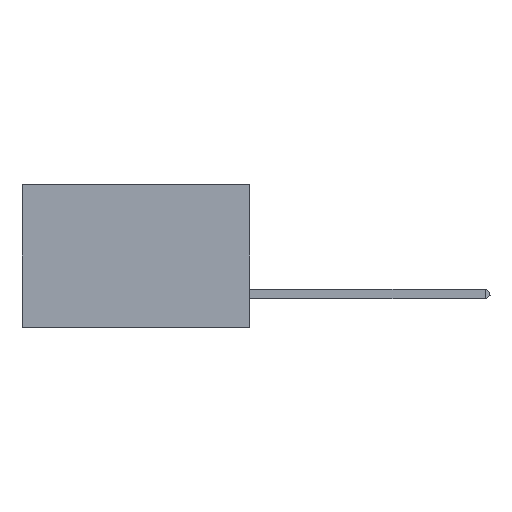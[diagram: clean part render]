
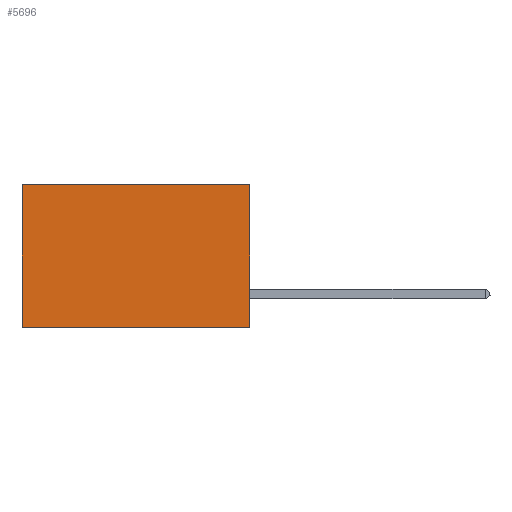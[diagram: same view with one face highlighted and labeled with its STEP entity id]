
A CAD part, left-side view. The second image highlights one B-rep face of the part: STEP entity #5696.
In plain terms, the highlighted planar face has unit normal (-1, 0, 0).
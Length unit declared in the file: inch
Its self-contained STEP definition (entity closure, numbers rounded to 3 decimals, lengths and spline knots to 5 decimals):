
#245 = EDGE_CURVE ( 'NONE', #546, #1112, #5321, .T. ) ;
#546 = VERTEX_POINT ( 'NONE', #3392 ) ;
#721 = VERTEX_POINT ( 'NONE', #5294 ) ;
#934 = ORIENTED_EDGE ( 'NONE', *, *, #4644, .F. ) ;
#1112 = VERTEX_POINT ( 'NONE', #1601 ) ;
#1601 = CARTESIAN_POINT ( 'NONE',  ( 0.2875, 0.6, 0. ) ) ;
#2557 = LINE ( 'NONE', #3778, #7984 ) ;
#2895 = DIRECTION ( 'NONE',  ( 0., 0., -1. ) ) ;
#3201 = VECTOR ( 'NONE', #6299, 39.37008 ) ;
#3267 = EDGE_LOOP ( 'NONE', ( #4884, #934, #7657, #6195 ) ) ;
#3272 = CARTESIAN_POINT ( 'NONE',  ( 0.2875, 0., -0.375 ) ) ;
#3280 = CARTESIAN_POINT ( 'NONE',  ( 0.2875, 0., -0.375 ) ) ;
#3375 = EDGE_CURVE ( 'NONE', #546, #7918, #4048, .T. ) ;
#3392 = CARTESIAN_POINT ( 'NONE',  ( 0.2875, 0., 0. ) ) ;
#3704 = DIRECTION ( 'NONE',  ( 0., 0., -1. ) ) ;
#3778 = CARTESIAN_POINT ( 'NONE',  ( 0.2875, 0.6, -0.375 ) ) ;
#3884 = EDGE_CURVE ( 'NONE', #1112, #721, #2557, .T. ) ;
#4048 = LINE ( 'NONE', #3280, #3201 ) ;
#4395 = CARTESIAN_POINT ( 'NONE',  ( 0.2875, 0., 0. ) ) ;
#4644 = EDGE_CURVE ( 'NONE', #7918, #721, #7328, .T. ) ;
#4812 = PLANE ( 'NONE',  #7321 ) ;
#4884 = ORIENTED_EDGE ( 'NONE', *, *, #3884, .T. ) ;
#5157 = DIRECTION ( 'NONE',  ( 0., 1., 0. ) ) ;
#5294 = CARTESIAN_POINT ( 'NONE',  ( 0.2875, 0.6, -0.375 ) ) ;
#5321 = LINE ( 'NONE', #4395, #7253 ) ;
#5686 = VECTOR ( 'NONE', #5157, 39.37008 ) ;
#5696 = ADVANCED_FACE ( 'NONE', ( #7705 ), #4812, .F. ) ;
#6195 = ORIENTED_EDGE ( 'NONE', *, *, #245, .T. ) ;
#6234 = DIRECTION ( 'NONE',  ( 0., 1., 0. ) ) ;
#6299 = DIRECTION ( 'NONE',  ( 0., 0., -1. ) ) ;
#6947 = CARTESIAN_POINT ( 'NONE',  ( 0.2875, 0., -0.375 ) ) ;
#7253 = VECTOR ( 'NONE', #6234, 39.37008 ) ;
#7282 = CARTESIAN_POINT ( 'NONE',  ( 0.2875, 0., -0.375 ) ) ;
#7321 = AXIS2_PLACEMENT_3D ( 'NONE', #7282, #7923, #2895 ) ;
#7328 = LINE ( 'NONE', #3272, #5686 ) ;
#7657 = ORIENTED_EDGE ( 'NONE', *, *, #3375, .F. ) ;
#7705 = FACE_OUTER_BOUND ( 'NONE', #3267, .T. ) ;
#7918 = VERTEX_POINT ( 'NONE', #6947 ) ;
#7923 = DIRECTION ( 'NONE',  ( 1., 0., 0. ) ) ;
#7984 = VECTOR ( 'NONE', #3704, 39.37008 ) ;
